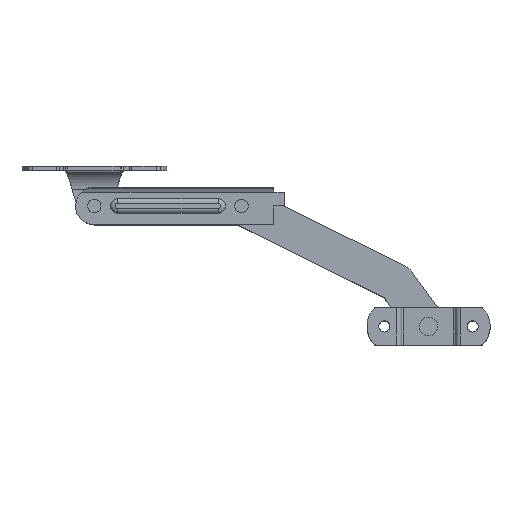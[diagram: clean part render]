
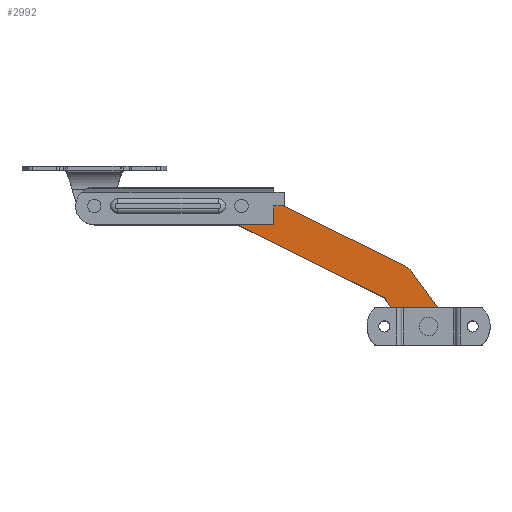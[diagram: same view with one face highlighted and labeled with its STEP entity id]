
A CAD part, top view. The second image highlights one B-rep face of the part: STEP entity #2992.
In plain terms, the highlighted planar face has unit normal (0, 0, 1).
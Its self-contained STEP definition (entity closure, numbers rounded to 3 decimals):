
#316=LINE('',#5426,#527);
#318=LINE('',#5432,#529);
#321=LINE('',#5438,#532);
#322=LINE('',#5442,#533);
#323=LINE('',#5447,#534);
#324=LINE('',#5450,#535);
#527=VECTOR('',#4186,61.429);
#529=VECTOR('',#4190,64.78);
#532=VECTOR('',#4195,18.294);
#533=VECTOR('',#4198,20.);
#534=VECTOR('',#4203,20.);
#535=VECTOR('',#4206,18.355);
#609=FACE_BOUND('',#1059,.T.);
#610=FACE_BOUND('',#1060,.T.);
#848=FACE_OUTER_BOUND('',#1058,.T.);
#1058=EDGE_LOOP('',(#2697,#2698,#2699,#2700,#2701,#2702,#2703,#2704,#2705,
#2706));
#1059=EDGE_LOOP('',(#2707));
#1060=EDGE_LOOP('',(#2708));
#1218=CIRCLE('',#3321,1.5);
#1220=CIRCLE('',#3324,1.5);
#1221=CIRCLE('',#3328,7.);
#1222=CIRCLE('',#3329,7.);
#1223=CIRCLE('',#3330,7.);
#1224=CIRCLE('',#3331,7.);
#1488=VERTEX_POINT('',#5411);
#1490=VERTEX_POINT('',#5416);
#1492=VERTEX_POINT('',#5420);
#1494=VERTEX_POINT('',#5424);
#1496=VERTEX_POINT('',#5429);
#1497=VERTEX_POINT('',#5431);
#1499=VERTEX_POINT('',#5437);
#1500=VERTEX_POINT('',#5439);
#1501=VERTEX_POINT('',#5441);
#1502=VERTEX_POINT('',#5444);
#1503=VERTEX_POINT('',#5446);
#1504=VERTEX_POINT('',#5448);
#1892=EDGE_CURVE('',#1488,#1488,#1218,.T.);
#1894=EDGE_CURVE('',#1490,#1490,#1220,.T.);
#1898=EDGE_CURVE('',#1492,#1494,#316,.T.);
#1900=EDGE_CURVE('',#1497,#1496,#318,.T.);
#1903=EDGE_CURVE('',#1494,#1499,#321,.T.);
#1904=EDGE_CURVE('',#1499,#1500,#1221,.T.);
#1905=EDGE_CURVE('',#1500,#1501,#322,.T.);
#1906=EDGE_CURVE('',#1501,#1497,#1222,.T.);
#1907=EDGE_CURVE('',#1496,#1502,#1223,.T.);
#1908=EDGE_CURVE('',#1502,#1503,#323,.T.);
#1909=EDGE_CURVE('',#1503,#1504,#1224,.T.);
#1910=EDGE_CURVE('',#1504,#1492,#324,.T.);
#2697=ORIENTED_EDGE('',*,*,#1903,.T.);
#2698=ORIENTED_EDGE('',*,*,#1904,.T.);
#2699=ORIENTED_EDGE('',*,*,#1905,.T.);
#2700=ORIENTED_EDGE('',*,*,#1906,.T.);
#2701=ORIENTED_EDGE('',*,*,#1900,.T.);
#2702=ORIENTED_EDGE('',*,*,#1907,.T.);
#2703=ORIENTED_EDGE('',*,*,#1908,.T.);
#2704=ORIENTED_EDGE('',*,*,#1909,.T.);
#2705=ORIENTED_EDGE('',*,*,#1910,.T.);
#2706=ORIENTED_EDGE('',*,*,#1898,.T.);
#2707=ORIENTED_EDGE('',*,*,#1892,.T.);
#2708=ORIENTED_EDGE('',*,*,#1894,.T.);
#2825=PLANE('',#3327);
#2992=ADVANCED_FACE('',(#848,#609,#610),#2825,.T.);
#3321=AXIS2_PLACEMENT_3D('',#5412,#4173,#4174);
#3324=AXIS2_PLACEMENT_3D('',#5417,#4179,#4180);
#3327=AXIS2_PLACEMENT_3D('',#5436,#4193,#4194);
#3328=AXIS2_PLACEMENT_3D('',#5440,#4196,#4197);
#3329=AXIS2_PLACEMENT_3D('',#5443,#4199,#4200);
#3330=AXIS2_PLACEMENT_3D('',#5445,#4201,#4202);
#3331=AXIS2_PLACEMENT_3D('',#5449,#4204,#4205);
#4173=DIRECTION('center_axis',(0.,0.,-1.));
#4174=DIRECTION('ref_axis',(-1.,0.,0.));
#4179=DIRECTION('center_axis',(0.,0.,-1.));
#4180=DIRECTION('ref_axis',(-1.,0.,0.));
#4186=DIRECTION('',(0.895,-0.445,0.));
#4190=DIRECTION('',(-0.895,0.445,0.));
#4193=DIRECTION('center_axis',(0.,0.,1.));
#4194=DIRECTION('ref_axis',(1.,0.,0.));
#4195=DIRECTION('',(0.59,-0.807,0.));
#4196=DIRECTION('center_axis',(0.,0.,1.));
#4197=DIRECTION('ref_axis',(1.,0.,0.));
#4198=DIRECTION('',(-0.59,0.807,0.));
#4199=DIRECTION('center_axis',(0.,0.,1.));
#4200=DIRECTION('ref_axis',(1.,0.,0.));
#4201=DIRECTION('center_axis',(0.,0.,1.));
#4202=DIRECTION('ref_axis',(1.,0.,0.));
#4203=DIRECTION('',(-1.,0.,0.));
#4204=DIRECTION('center_axis',(0.,0.,1.));
#4205=DIRECTION('ref_axis',(1.,0.,0.));
#4206=DIRECTION('',(1.,0.,0.));
#5411=CARTESIAN_POINT('',(71.3,-45.,1.5));
#5412=CARTESIAN_POINT('Origin',(69.8,-45.,1.5));
#5416=CARTESIAN_POINT('',(1.5,0.,1.5));
#5417=CARTESIAN_POINT('Origin',(0.,0.,1.5));
#5420=CARTESIAN_POINT('',(-1.645,-7.,1.5));
#5424=CARTESIAN_POINT('',(53.355,-34.359,1.5));
#5426=CARTESIAN_POINT('',(-3.118,-6.267,1.5));
#5429=CARTESIAN_POINT('',(3.118,6.267,1.5));
#5431=CARTESIAN_POINT('',(61.118,-22.585,1.5));
#5432=CARTESIAN_POINT('',(61.118,-22.585,1.5));
#5436=CARTESIAN_POINT('Origin',(63.9,-36.926,1.5));
#5437=CARTESIAN_POINT('',(64.148,-49.13,1.5));
#5438=CARTESIAN_POINT('',(52.348,-32.982,1.5));
#5439=CARTESIAN_POINT('',(75.452,-40.87,1.5));
#5440=CARTESIAN_POINT('Origin',(69.8,-45.,1.5));
#5441=CARTESIAN_POINT('',(63.652,-24.722,1.5));
#5442=CARTESIAN_POINT('',(75.452,-40.87,1.5));
#5443=CARTESIAN_POINT('Origin',(58.,-28.852,1.5));
#5444=CARTESIAN_POINT('',(0.,7.,1.5));
#5445=CARTESIAN_POINT('Origin',(0.,0.,1.5));
#5446=CARTESIAN_POINT('',(-20.,7.,1.5));
#5447=CARTESIAN_POINT('',(0.,7.,1.5));
#5448=CARTESIAN_POINT('',(-20.,-7.,1.5));
#5449=CARTESIAN_POINT('Origin',(-20.,0.,1.5));
#5450=CARTESIAN_POINT('',(-20.,-7.,1.5));
